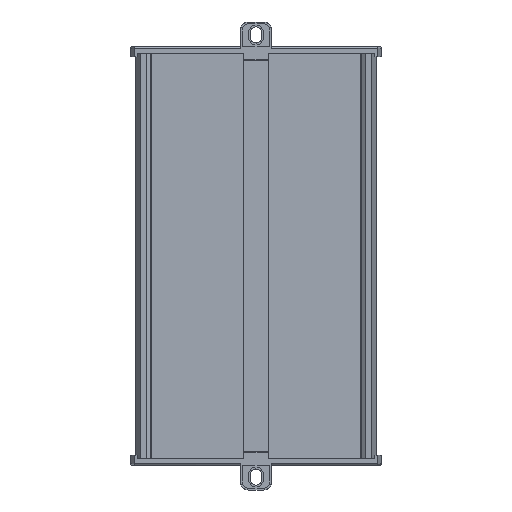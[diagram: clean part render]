
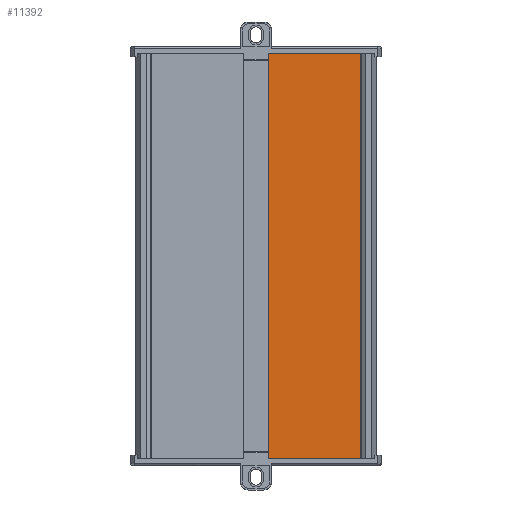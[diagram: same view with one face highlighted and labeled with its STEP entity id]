
A CAD part, front view. The second image highlights one B-rep face of the part: STEP entity #11392.
In plain terms, the highlighted planar face has unit normal (0, -1, 0).
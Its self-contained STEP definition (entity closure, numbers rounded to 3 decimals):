
#226 = CARTESIAN_POINT ( 'NONE',  ( 6.025, -1.653, -200. ) ) ;
#775 = PLANE ( 'NONE',  #12444 ) ;
#1702 = CARTESIAN_POINT ( 'NONE',  ( 6.025, -1.653, 0. ) ) ;
#1907 = CARTESIAN_POINT ( 'NONE',  ( 6.025, -1.653, -200. ) ) ;
#3053 = LINE ( 'NONE', #9601, #6139 ) ;
#3366 = DIRECTION ( 'NONE',  ( 0., 0., 1. ) ) ;
#3470 = ORIENTED_EDGE ( 'NONE', *, *, #10924, .F. ) ;
#4303 = EDGE_CURVE ( 'NONE', #9272, #11679, #6149, .T. ) ;
#4686 = VECTOR ( 'NONE', #10191, 1000. ) ;
#4976 = DIRECTION ( 'NONE',  ( 0., -1., 0. ) ) ;
#5107 = CARTESIAN_POINT ( 'NONE',  ( 6.025, -1.653, -200. ) ) ;
#5288 = LINE ( 'NONE', #226, #7735 ) ;
#5873 = EDGE_LOOP ( 'NONE', ( #9117, #3470, #10370, #12600 ) ) ;
#6139 = VECTOR ( 'NONE', #3366, 1000. ) ;
#6149 = LINE ( 'NONE', #1702, #10548 ) ;
#6505 = DIRECTION ( 'NONE',  ( 1., 0., 0. ) ) ;
#6573 = VERTEX_POINT ( 'NONE', #11710 ) ;
#7403 = CARTESIAN_POINT ( 'NONE',  ( 51.609, -1.653, 0. ) ) ;
#7467 = EDGE_CURVE ( 'NONE', #8674, #6573, #5288, .T. ) ;
#7735 = VECTOR ( 'NONE', #6505, 1000. ) ;
#7852 = CARTESIAN_POINT ( 'NONE',  ( 6.025, -1.653, 0. ) ) ;
#8048 = DIRECTION ( 'NONE',  ( 0., 0., -1. ) ) ;
#8163 = CARTESIAN_POINT ( 'NONE',  ( 51.609, -1.653, -200. ) ) ;
#8674 = VERTEX_POINT ( 'NONE', #5107 ) ;
#8987 = DIRECTION ( 'NONE',  ( 1., 0., 0. ) ) ;
#9117 = ORIENTED_EDGE ( 'NONE', *, *, #4303, .F. ) ;
#9272 = VERTEX_POINT ( 'NONE', #7852 ) ;
#9601 = CARTESIAN_POINT ( 'NONE',  ( 6.025, -1.653, -200. ) ) ;
#10191 = DIRECTION ( 'NONE',  ( 0., 0., 1. ) ) ;
#10370 = ORIENTED_EDGE ( 'NONE', *, *, #7467, .T. ) ;
#10548 = VECTOR ( 'NONE', #8987, 1000. ) ;
#10667 = EDGE_CURVE ( 'NONE', #6573, #11679, #11024, .T. ) ;
#10924 = EDGE_CURVE ( 'NONE', #8674, #9272, #3053, .T. ) ;
#11024 = LINE ( 'NONE', #8163, #4686 ) ;
#11392 = ADVANCED_FACE ( 'NONE', ( #11467 ), #775, .T. ) ;
#11467 = FACE_OUTER_BOUND ( 'NONE', #5873, .T. ) ;
#11679 = VERTEX_POINT ( 'NONE', #7403 ) ;
#11710 = CARTESIAN_POINT ( 'NONE',  ( 51.609, -1.653, -200. ) ) ;
#12444 = AXIS2_PLACEMENT_3D ( 'NONE', #1907, #4976, #8048 ) ;
#12600 = ORIENTED_EDGE ( 'NONE', *, *, #10667, .T. ) ;
